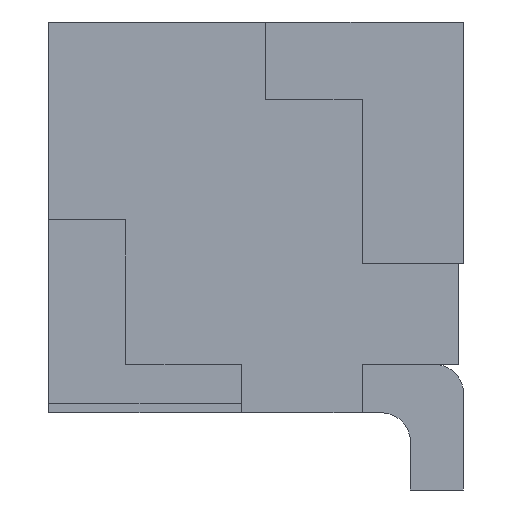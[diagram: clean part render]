
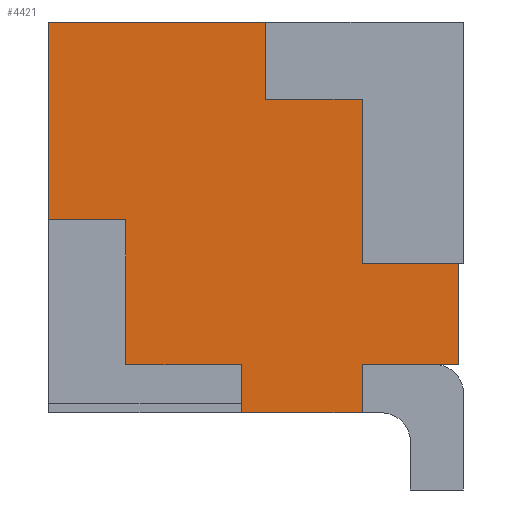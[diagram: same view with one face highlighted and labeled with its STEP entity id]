
A CAD part, left-side view. The second image highlights one B-rep face of the part: STEP entity #4421.
In plain terms, the highlighted planar face has unit normal (-1, 0, 0).
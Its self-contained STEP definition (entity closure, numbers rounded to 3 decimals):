
#3515=CARTESIAN_POINT('',(-4.125,0.0,-1.525));
#3516=VERTEX_POINT('',#3515);
#3517=CARTESIAN_POINT('',(-4.125,0.0,-0.475));
#3518=VERTEX_POINT('',#3517);
#3519=CARTESIAN_POINT('',(-4.125,0.0,2.025));
#3520=DIRECTION('',(-0.0,0.0,1.0));
#3521=VECTOR('',#3520,1.0);
#3522=LINE('',#3519,#3521);
#3523=EDGE_CURVE('n� 2882',#3516,#3518,#3522,.T.);
#4041=CARTESIAN_POINT('',(-4.125,1.0,-2.025));
#4042=VERTEX_POINT('',#4041);
#4049=CARTESIAN_POINT('',(-4.125,2.25,-2.025));
#4050=VERTEX_POINT('',#4049);
#4051=CARTESIAN_POINT('',(-4.125,4.25,-2.025));
#4052=DIRECTION('',(0.0,-1.0,0.0));
#4053=VECTOR('',#4052,1.0);
#4054=LINE('',#4051,#4053);
#4055=EDGE_CURVE('n� 981',#4050,#4042,#4054,.T.);
#4291=CARTESIAN_POINT('',(-4.125,4.25,-0.025));
#4292=VERTEX_POINT('',#4291);
#4299=CARTESIAN_POINT('',(-4.125,4.25,2.025));
#4300=VERTEX_POINT('',#4299);
#4301=CARTESIAN_POINT('',(-4.125,4.25,2.025));
#4302=DIRECTION('',(0.0,0.0,1.0));
#4303=VECTOR('',#4302,1.0);
#4304=LINE('',#4301,#4303);
#4305=EDGE_CURVE('n� 978',#4292,#4300,#4304,.T.);
#4329=ORIENTED_EDGE('',*,*,#4055,.T.);
#4330=CARTESIAN_POINT('',(-4.125,1.0,-1.525));
#4331=VERTEX_POINT('',#4330);
#4332=CARTESIAN_POINT('',(-4.125,1.0,-1.525));
#4333=DIRECTION('',(0.0,0.0,-1.0));
#4334=VECTOR('',#4333,1.0);
#4335=LINE('',#4332,#4334);
#4336=EDGE_CURVE('n� 2933',#4331,#4042,#4335,.T.);
#4337=ORIENTED_EDGE('',*,*,#4336,.F.);
#4338=CARTESIAN_POINT('',(-4.125,1.0,-1.525));
#4339=DIRECTION('',(0.0,1.0,0.0));
#4340=VECTOR('',#4339,1.0);
#4341=LINE('',#4338,#4340);
#4342=EDGE_CURVE('n� 2930',#3516,#4331,#4341,.T.);
#4343=ORIENTED_EDGE('',*,*,#4342,.F.);
#4344=ORIENTED_EDGE('',*,*,#3523,.T.);
#4345=CARTESIAN_POINT('',(-4.125,1.0,-0.475));
#4346=VERTEX_POINT('',#4345);
#4347=CARTESIAN_POINT('',(-4.125,1.0,-0.475));
#4348=DIRECTION('',(0.0,1.0,0.0));
#4349=VECTOR('',#4348,1.0);
#4350=LINE('',#4347,#4349);
#4351=EDGE_CURVE('n� 2185',#3518,#4346,#4350,.T.);
#4352=ORIENTED_EDGE('',*,*,#4351,.T.);
#4353=CARTESIAN_POINT('',(-4.125,1.0,1.225));
#4354=VERTEX_POINT('',#4353);
#4355=CARTESIAN_POINT('',(-4.125,1.0,1.225));
#4356=DIRECTION('',(0.0,0.0,1.0));
#4357=VECTOR('',#4356,1.0);
#4358=LINE('',#4355,#4357);
#4359=EDGE_CURVE('n� 2182',#4346,#4354,#4358,.T.);
#4360=ORIENTED_EDGE('',*,*,#4359,.T.);
#4361=CARTESIAN_POINT('',(-4.125,2.0,1.225));
#4362=VERTEX_POINT('',#4361);
#4363=CARTESIAN_POINT('',(-4.125,2.0,1.225));
#4364=DIRECTION('',(0.0,1.0,0.0));
#4365=VECTOR('',#4364,1.0);
#4366=LINE('',#4363,#4365);
#4367=EDGE_CURVE('n� 2179',#4354,#4362,#4366,.T.);
#4368=ORIENTED_EDGE('',*,*,#4367,.T.);
#4369=CARTESIAN_POINT('',(-4.125,2.0,2.025));
#4370=VERTEX_POINT('',#4369);
#4371=CARTESIAN_POINT('',(-4.125,2.0,2.025));
#4372=DIRECTION('',(0.0,0.0,1.0));
#4373=VECTOR('',#4372,1.0);
#4374=LINE('',#4371,#4373);
#4375=EDGE_CURVE('n� 2176',#4362,#4370,#4374,.T.);
#4376=ORIENTED_EDGE('',*,*,#4375,.T.);
#4377=CARTESIAN_POINT('',(-4.125,4.25,2.025));
#4378=DIRECTION('',(0.0,-1.0,0.0));
#4379=VECTOR('',#4378,1.0);
#4380=LINE('',#4377,#4379);
#4381=EDGE_CURVE('n� 75',#4300,#4370,#4380,.T.);
#4382=ORIENTED_EDGE('',*,*,#4381,.F.);
#4383=ORIENTED_EDGE('',*,*,#4305,.F.);
#4384=CARTESIAN_POINT('',(-4.125,3.45,-0.025));
#4385=VERTEX_POINT('',#4384);
#4386=CARTESIAN_POINT('',(-4.125,3.45,-0.025));
#4387=DIRECTION('',(0.0,1.0,0.0));
#4388=VECTOR('',#4387,1.0);
#4389=LINE('',#4386,#4388);
#4390=EDGE_CURVE('n� 1046',#4385,#4292,#4389,.T.);
#4391=ORIENTED_EDGE('',*,*,#4390,.F.);
#4392=CARTESIAN_POINT('',(-4.125,3.45,-1.525));
#4393=VERTEX_POINT('',#4392);
#4394=CARTESIAN_POINT('',(-4.125,3.45,-1.525));
#4395=DIRECTION('',(0.0,0.0,1.0));
#4396=VECTOR('',#4395,1.0);
#4397=LINE('',#4394,#4396);
#4398=EDGE_CURVE('n� 1061',#4393,#4385,#4397,.T.);
#4399=ORIENTED_EDGE('',*,*,#4398,.F.);
#4400=CARTESIAN_POINT('',(-4.125,2.25,-1.525));
#4401=VERTEX_POINT('',#4400);
#4402=CARTESIAN_POINT('',(-4.125,2.25,-1.525));
#4403=DIRECTION('',(0.0,1.0,0.0));
#4404=VECTOR('',#4403,1.0);
#4405=LINE('',#4402,#4404);
#4406=EDGE_CURVE('n� 1058',#4401,#4393,#4405,.T.);
#4407=ORIENTED_EDGE('',*,*,#4406,.F.);
#4408=CARTESIAN_POINT('',(-4.125,2.25,-2.025));
#4409=DIRECTION('',(0.0,0.0,1.0));
#4410=VECTOR('',#4409,1.0);
#4411=LINE('',#4408,#4410);
#4412=EDGE_CURVE('n� 1055',#4050,#4401,#4411,.T.);
#4413=ORIENTED_EDGE('',*,*,#4412,.F.);
#4414=EDGE_LOOP('',(
    #4329,#4337,#4343,#4344,#4352,#4360,#4368,#4376,#4382,#4383,
    #4391,#4399,#4407,#4413));
#4415=FACE_OUTER_BOUND('',#4414,.T.);
#4416=CARTESIAN_POINT('',(-4.125,4.25,2.025));
#4417=DIRECTION('',(1.0,-0.0,0.0));
#4418=DIRECTION('',(0.0,0.0,-1.0));
#4419=AXIS2_PLACEMENT_3D('',#4416,#4417,#4418);
#4420=PLANE('',#4419);
#4421=ADVANCED_FACE('n� 81',(#4415),#4420,.F.);
